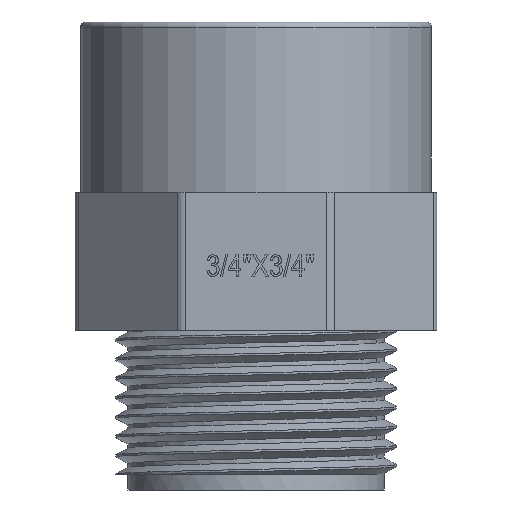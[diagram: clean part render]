
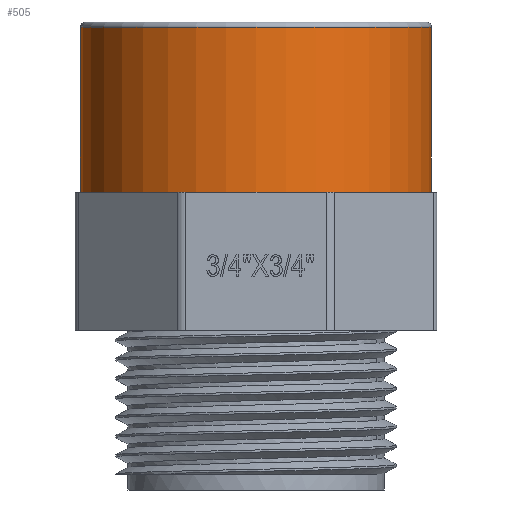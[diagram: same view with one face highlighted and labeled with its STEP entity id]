
A CAD part, front view. The second image highlights one B-rep face of the part: STEP entity #505.
In plain terms, the highlighted cylindrical face has radius 16.5 mm (diameter 33 mm), a full revolution.
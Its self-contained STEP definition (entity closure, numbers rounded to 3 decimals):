
#432=CYLINDRICAL_SURFACE('',#5718,16.5);
#470=CIRCLE('',#5716,16.5);
#471=CIRCLE('',#5717,16.5);
#505=ADVANCED_FACE('',(#1708,#1709),#432,.T.);
#1708=FACE_BOUND('',#1780,.T.);
#1709=FACE_BOUND('',#1781,.T.);
#1780=EDGE_LOOP('',(#2366));
#1781=EDGE_LOOP('',(#2367));
#2366=ORIENTED_EDGE('',*,*,#4548,.T.);
#2367=ORIENTED_EDGE('',*,*,#4549,.T.);
#3994=VERTEX_POINT('',#8173);
#3995=VERTEX_POINT('',#8175);
#4548=EDGE_CURVE('',#3994,#3994,#470,.T.);
#4549=EDGE_CURVE('',#3995,#3995,#471,.T.);
#5716=AXIS2_PLACEMENT_3D('',#8172,#6028,#6029);
#5717=AXIS2_PLACEMENT_3D('',#8174,#6030,#6031);
#5718=AXIS2_PLACEMENT_3D('',#8176,#6032,#6033);
#6028=DIRECTION('',(0.,0.,-1.));
#6029=DIRECTION('',(1.,0.,0.));
#6030=DIRECTION('',(0.,0.,1.));
#6031=DIRECTION('',(1.,0.,0.));
#6032=DIRECTION('',(0.,0.,1.));
#6033=DIRECTION('',(1.,0.,0.));
#8172=CARTESIAN_POINT('',(72.146,9.524,23.5));
#8173=CARTESIAN_POINT('',(88.646,9.524,23.5));
#8174=CARTESIAN_POINT('',(72.146,9.524,8.));
#8175=CARTESIAN_POINT('',(88.646,9.524,8.));
#8176=CARTESIAN_POINT('',(72.146,9.524,7.));
